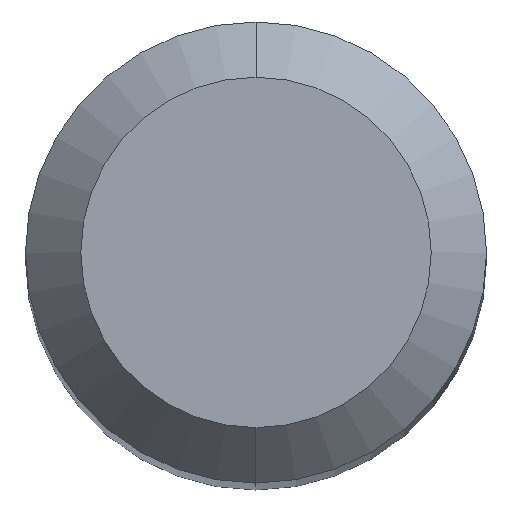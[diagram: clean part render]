
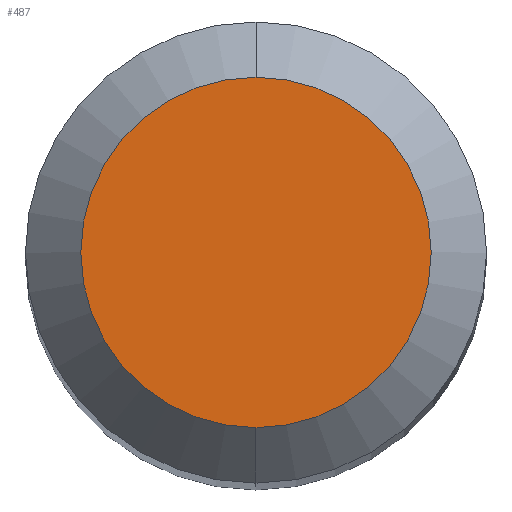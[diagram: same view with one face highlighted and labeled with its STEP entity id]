
A CAD part, top view. The second image highlights one B-rep face of the part: STEP entity #487.
In plain terms, the highlighted planar face has unit normal (0, 0, 1).
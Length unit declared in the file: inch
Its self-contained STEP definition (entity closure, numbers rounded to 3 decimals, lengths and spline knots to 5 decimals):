
#13 = DIRECTION ( 'NONE',  ( 0., 0., -1. ) ) ;
#56 = EDGE_CURVE ( 'NONE', #319, #232, #378, .T. ) ;
#72 = DIRECTION ( 'NONE',  ( 0., 0., 1. ) ) ;
#90 = FACE_OUTER_BOUND ( 'NONE', #120, .T. ) ;
#120 = EDGE_LOOP ( 'NONE', ( #183, #339 ) ) ;
#122 = CARTESIAN_POINT ( 'NONE',  ( 0., 0., 0. ) ) ;
#138 = CARTESIAN_POINT ( 'NONE',  ( 0., -0.0475, 0. ) ) ;
#140 = CARTESIAN_POINT ( 'NONE',  ( 0., 0.0475, 0. ) ) ;
#147 = DIRECTION ( 'NONE',  ( 0., -1., 0. ) ) ;
#156 = AXIS2_PLACEMENT_3D ( 'NONE', #122, #242, #330 ) ;
#168 = CARTESIAN_POINT ( 'NONE',  ( 0., 0.0475, 0. ) ) ;
#183 = ORIENTED_EDGE ( 'NONE', *, *, #56, .T. ) ;
#208 = AXIS2_PLACEMENT_3D ( 'NONE', #168, #13, #457 ) ;
#232 = VERTEX_POINT ( 'NONE', #138 ) ;
#242 = DIRECTION ( 'NONE',  ( 0., 0., 1. ) ) ;
#295 = CIRCLE ( 'NONE', #156, 0.0475 ) ;
#319 = VERTEX_POINT ( 'NONE', #140 ) ;
#330 = DIRECTION ( 'NONE',  ( 0., -1., 0. ) ) ;
#339 = ORIENTED_EDGE ( 'NONE', *, *, #430, .T. ) ;
#378 = CIRCLE ( 'NONE', #455, 0.0475 ) ;
#430 = EDGE_CURVE ( 'NONE', #232, #319, #295, .T. ) ;
#436 = CARTESIAN_POINT ( 'NONE',  ( 0., 0., 0. ) ) ;
#454 = PLANE ( 'NONE',  #208 ) ;
#455 = AXIS2_PLACEMENT_3D ( 'NONE', #436, #72, #147 ) ;
#457 = DIRECTION ( 'NONE',  ( 0., 1., 0. ) ) ;
#487 = ADVANCED_FACE ( 'NONE', ( #90 ), #454, .F. ) ;
